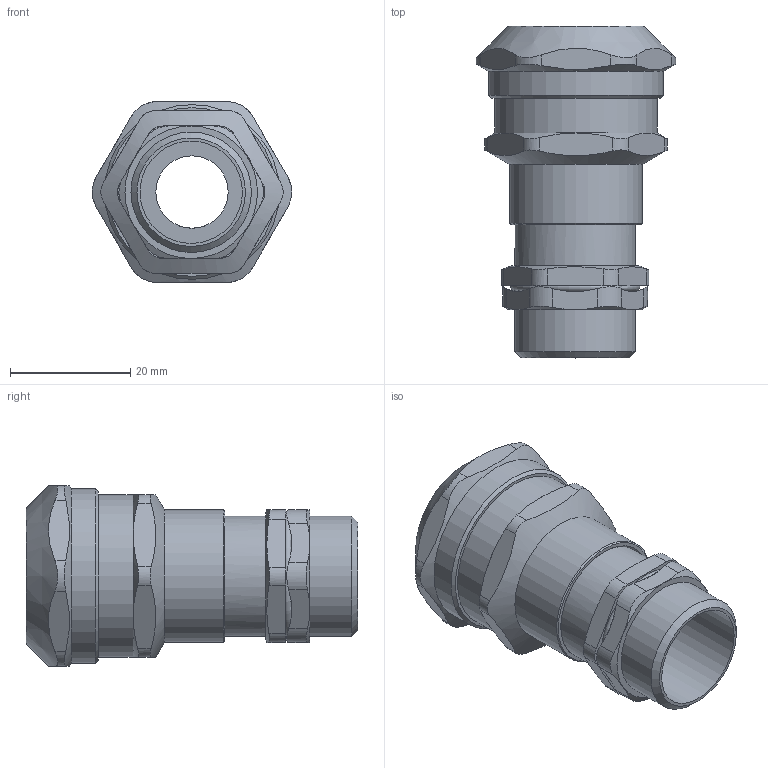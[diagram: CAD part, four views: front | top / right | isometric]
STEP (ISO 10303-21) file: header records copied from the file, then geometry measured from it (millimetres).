
FILE_DESCRIPTION(/* description */ (''),/* implementation_level */ '2;1');
FILE_NAME(/* name */ '',/* time_stamp */ '2025-06-19T13:39:22+07:00',/* author */ ('zeta-82'),/* organization */ (''),/* preprocessor_version */ 'ST-DEVELOPER v19.2',/* originating_system */ 'Autodesk Inventor 2024',/* authorisation */ '');
FILE_SCHEMA (('AUTOMOTIVE_DESIGN { 1 0 10303 214 3 1 1 }'));
Length unit declared in the file: millimetre
Products named in the file (1): ЗЭТА.030.012.000 СБ
Bounding box: 33.09 x 55.09 x 30 mm (x, y, z)
Volume: 14031 mm3; surface area: 10314.5 mm2
Topology: 2 solids, 2 shells, 107 faces, 265 edges, 172 vertices
Faces by surface type: plane 38, cylinder 36, cone 30, torus 3
Full cylindrical faces by diameter (mm): 12 x1, 14 x1, 14.8 x1, 17 x1, 18.38 x2, 20 x2, 21 x1, 22 x1, 27 x1, 29 x1
Entity records: 3638 total; most frequent: CARTESIAN_POINT 1139, ORIENTED_EDGE 530, DIRECTION 438, EDGE_CURVE 265, AXIS2_PLACEMENT_3D 180, VERTEX_POINT 172, EDGE_LOOP 121, FACE_OUTER_BOUND 107
